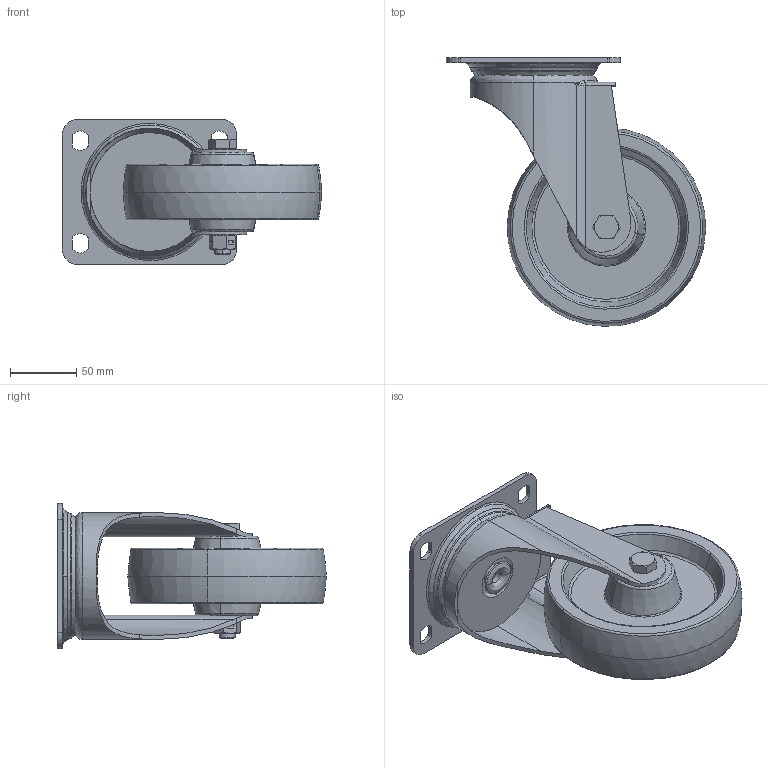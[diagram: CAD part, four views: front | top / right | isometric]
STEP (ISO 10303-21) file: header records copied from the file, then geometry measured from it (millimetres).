
FILE_DESCRIPTION (( 'STEP AP214' ), '1' );
FILE_NAME ('0030247.step', '2023-03-31T09:01:53', ( '' ), ( '' ), 'SwSTEP 2.0', 'SolidWorks 2020', '' );
FILE_SCHEMA (( 'AUTOMOTIVE_DESIGN' ));
Length unit declared in the file: millimetre
Products named in the file (1): 0030247
Bounding box: 195.97 x 203.01 x 110 mm (x, y, z)
Surface area: 151354 mm2 (no closed solid volume)
Topology: 0 solids, 12 shells, 226 faces, 595 edges, 378 vertices
Faces by surface type: plane 67, cylinder 59, bspline 40, cone 36, torus 24
Entity records: 12315 total; most frequent: CARTESIAN_POINT 4361, DIRECTION 1177, ORIENTED_EDGE 1092, EDGE_CURVE 591, AXIS2_PLACEMENT_3D 481, VERTEX_POINT 378, CIRCLE 294, EDGE_LOOP 254
